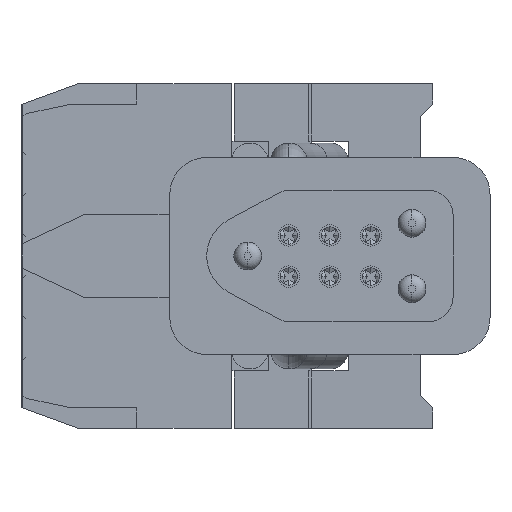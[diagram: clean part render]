
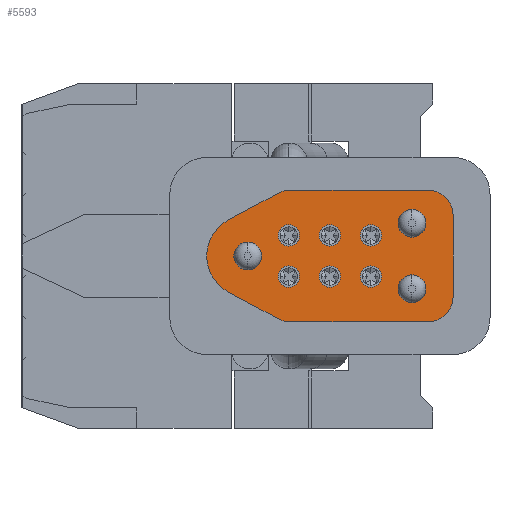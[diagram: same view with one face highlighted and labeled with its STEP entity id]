
A CAD part, front view. The second image highlights one B-rep face of the part: STEP entity #5593.
In plain terms, the highlighted planar face has unit normal (0, -1, 0).
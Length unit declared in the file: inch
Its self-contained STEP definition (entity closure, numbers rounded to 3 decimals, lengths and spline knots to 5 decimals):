
#143 = PLANE ( 'NONE',  #7675 ) ;
#191 = DIRECTION ( 'NONE',  ( 0., 0., 1. ) ) ;
#430 = CARTESIAN_POINT ( 'NONE',  ( -0.04882, 0., -0.05 ) ) ;
#707 = VECTOR ( 'NONE', #9949, 39.37008 ) ;
#713 = ORIENTED_EDGE ( 'NONE', *, *, #19000, .T. ) ;
#942 = CARTESIAN_POINT ( 'NONE',  ( -0.1, 0., 0. ) ) ;
#1204 = ORIENTED_EDGE ( 'NONE', *, *, #13652, .F. ) ;
#1608 = EDGE_CURVE ( 'NONE', #18968, #10683, #14768, .T. ) ;
#1794 = LINE ( 'NONE', #11989, #11473 ) ;
#1880 = EDGE_CURVE ( 'NONE', #18226, #18968, #15172, .T. ) ;
#2072 = VERTEX_POINT ( 'NONE', #20456 ) ;
#2212 = EDGE_CURVE ( 'NONE', #2072, #16734, #12924, .T. ) ;
#2495 = DIRECTION ( 'NONE',  ( 0., 0., 1. ) ) ;
#2554 = DIRECTION ( 'NONE',  ( 0.882, 0., 0.471 ) ) ;
#2580 = VERTEX_POINT ( 'NONE', #9484 ) ;
#2802 = VECTOR ( 'NONE', #16230, 39.37008 ) ;
#2856 = EDGE_CURVE ( 'NONE', #10683, #5398, #8406, .T. ) ;
#3041 = VERTEX_POINT ( 'NONE', #15443 ) ;
#3905 = DIRECTION ( 'NONE',  ( 0., 1., 0. ) ) ;
#3947 = DIRECTION ( 'NONE',  ( 1., 0., 0. ) ) ;
#4383 = FACE_OUTER_BOUND ( 'NONE', #6591, .T. ) ;
#4792 = ORIENTED_EDGE ( 'NONE', *, *, #2856, .F. ) ;
#5118 = CARTESIAN_POINT ( 'NONE',  ( 0.15, 0., 0. ) ) ;
#5398 = VERTEX_POINT ( 'NONE', #12340 ) ;
#5556 = CARTESIAN_POINT ( 'NONE',  ( -0.06295, 0., 0.07646 ) ) ;
#5593 = ADVANCED_FACE ( 'NONE', ( #4383 ), #143, .F. ) ;
#5676 = CARTESIAN_POINT ( 'NONE',  ( 0.12, 0., 0.05 ) ) ;
#5721 = CIRCLE ( 'NONE', #7123, 0.03 ) ;
#5829 = ORIENTED_EDGE ( 'NONE', *, *, #2212, .T. ) ;
#6353 = EDGE_CURVE ( 'NONE', #2072, #2580, #17019, .T. ) ;
#6577 = VERTEX_POINT ( 'NONE', #7315 ) ;
#6591 = EDGE_LOOP ( 'NONE', ( #5829, #11904, #713, #15011, #17368, #4792, #8860, #18491, #1204, #9026 ) ) ;
#7123 = AXIS2_PLACEMENT_3D ( 'NONE', #430, #13174, #10019 ) ;
#7315 = CARTESIAN_POINT ( 'NONE',  ( 0.15, 0., -0.05 ) ) ;
#7675 = AXIS2_PLACEMENT_3D ( 'NONE', #9806, #13027, #9597 ) ;
#7693 = DIRECTION ( 'NONE',  ( 0., 0., 1. ) ) ;
#8094 = AXIS2_PLACEMENT_3D ( 'NONE', #942, #18135, #2495 ) ;
#8406 = CIRCLE ( 'NONE', #17068, 0.03 ) ;
#8860 = ORIENTED_EDGE ( 'NONE', *, *, #1608, .F. ) ;
#9026 = ORIENTED_EDGE ( 'NONE', *, *, #6353, .F. ) ;
#9174 = VECTOR ( 'NONE', #19600, 39.37008 ) ;
#9484 = CARTESIAN_POINT ( 'NONE',  ( -0.12355, 0., 0.04411 ) ) ;
#9597 = DIRECTION ( 'NONE',  ( 0., 0., 1. ) ) ;
#9714 = DIRECTION ( 'NONE',  ( 0., -1., 0. ) ) ;
#9806 = CARTESIAN_POINT ( 'NONE',  ( 0., 0., 0. ) ) ;
#9949 = DIRECTION ( 'NONE',  ( 0., 0., -1. ) ) ;
#10019 = DIRECTION ( 'NONE',  ( 0., 0., 1. ) ) ;
#10683 = VERTEX_POINT ( 'NONE', #13392 ) ;
#10893 = CARTESIAN_POINT ( 'NONE',  ( -0.04882, 0., 0.05 ) ) ;
#10989 = LINE ( 'NONE', #13093, #2802 ) ;
#11093 = DIRECTION ( 'NONE',  ( 0., 1., 0. ) ) ;
#11473 = VECTOR ( 'NONE', #2554, 39.37008 ) ;
#11493 = CARTESIAN_POINT ( 'NONE',  ( 0.12, 0., -0.08 ) ) ;
#11781 = DIRECTION ( 'NONE',  ( 0., 0., 1. ) ) ;
#11904 = ORIENTED_EDGE ( 'NONE', *, *, #19889, .T. ) ;
#11989 = CARTESIAN_POINT ( 'NONE',  ( -0.04574, 0., 0.08566 ) ) ;
#12340 = CARTESIAN_POINT ( 'NONE',  ( 0.15, 0., 0.05 ) ) ;
#12924 = LINE ( 'NONE', #17947, #9174 ) ;
#13027 = DIRECTION ( 'NONE',  ( 0., 1., 0. ) ) ;
#13093 = CARTESIAN_POINT ( 'NONE',  ( 0., 0., -0.08 ) ) ;
#13174 = DIRECTION ( 'NONE',  ( 0., -1., 0. ) ) ;
#13392 = CARTESIAN_POINT ( 'NONE',  ( 0.12, 0., 0.08 ) ) ;
#13465 = AXIS2_PLACEMENT_3D ( 'NONE', #10893, #11093, #7693 ) ;
#13652 = EDGE_CURVE ( 'NONE', #2580, #18226, #1794, .T. ) ;
#14768 = LINE ( 'NONE', #18030, #19496 ) ;
#14813 = VERTEX_POINT ( 'NONE', #11493 ) ;
#15011 = ORIENTED_EDGE ( 'NONE', *, *, #20399, .T. ) ;
#15172 = CIRCLE ( 'NONE', #13465, 0.03 ) ;
#15443 = CARTESIAN_POINT ( 'NONE',  ( -0.04882, 0., -0.08 ) ) ;
#16230 = DIRECTION ( 'NONE',  ( 1., 0., 0. ) ) ;
#16303 = CARTESIAN_POINT ( 'NONE',  ( -0.04882, 0., 0.08 ) ) ;
#16409 = LINE ( 'NONE', #5118, #707 ) ;
#16599 = CIRCLE ( 'NONE', #18355, 0.03 ) ;
#16734 = VERTEX_POINT ( 'NONE', #20559 ) ;
#17019 = CIRCLE ( 'NONE', #8094, 0.05 ) ;
#17068 = AXIS2_PLACEMENT_3D ( 'NONE', #5676, #3905, #11781 ) ;
#17368 = ORIENTED_EDGE ( 'NONE', *, *, #19882, .F. ) ;
#17947 = CARTESIAN_POINT ( 'NONE',  ( -0.04574, 0., -0.08566 ) ) ;
#18030 = CARTESIAN_POINT ( 'NONE',  ( 0., 0., 0.08 ) ) ;
#18135 = DIRECTION ( 'NONE',  ( 0., 1., 0. ) ) ;
#18226 = VERTEX_POINT ( 'NONE', #5556 ) ;
#18355 = AXIS2_PLACEMENT_3D ( 'NONE', #19248, #9714, #191 ) ;
#18491 = ORIENTED_EDGE ( 'NONE', *, *, #1880, .F. ) ;
#18968 = VERTEX_POINT ( 'NONE', #16303 ) ;
#19000 = EDGE_CURVE ( 'NONE', #3041, #14813, #10989, .T. ) ;
#19248 = CARTESIAN_POINT ( 'NONE',  ( 0.12, 0., -0.05 ) ) ;
#19496 = VECTOR ( 'NONE', #3947, 39.37008 ) ;
#19600 = DIRECTION ( 'NONE',  ( 0.882, 0., -0.471 ) ) ;
#19882 = EDGE_CURVE ( 'NONE', #5398, #6577, #16409, .T. ) ;
#19889 = EDGE_CURVE ( 'NONE', #16734, #3041, #5721, .T. ) ;
#20399 = EDGE_CURVE ( 'NONE', #14813, #6577, #16599, .T. ) ;
#20456 = CARTESIAN_POINT ( 'NONE',  ( -0.12355, 0., -0.04411 ) ) ;
#20559 = CARTESIAN_POINT ( 'NONE',  ( -0.06295, 0., -0.07646 ) ) ;
